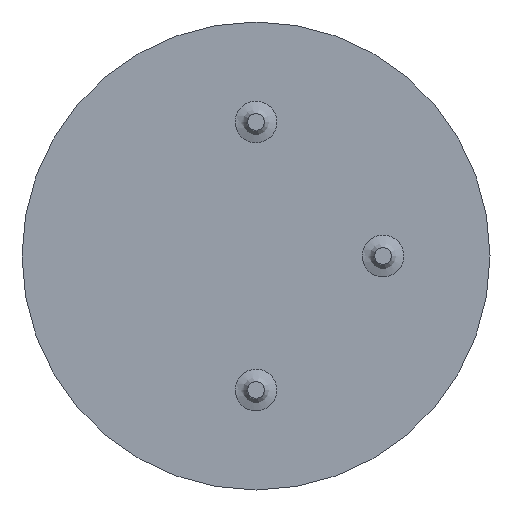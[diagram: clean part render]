
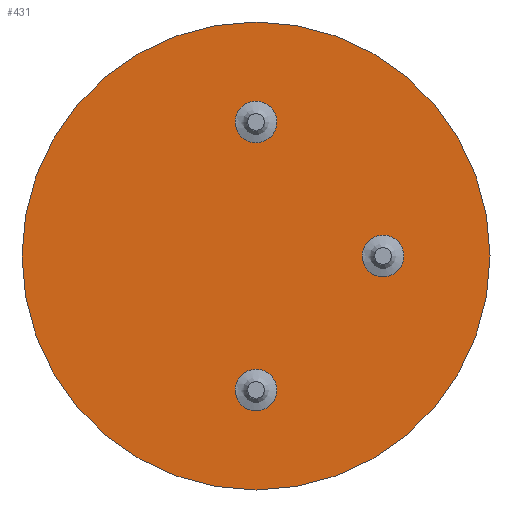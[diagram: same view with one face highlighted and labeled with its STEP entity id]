
A CAD part, front view. The second image highlights one B-rep face of the part: STEP entity #431.
In plain terms, the highlighted planar face has unit normal (0, -1, 0).
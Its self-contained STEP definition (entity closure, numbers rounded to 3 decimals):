
#17=B_SPLINE_CURVE_WITH_KNOTS('',3,(#755,#756,#757,#758,#759,#760,#761,
#762,#763,#764),.UNSPECIFIED.,.T.,.F.,(4,1,1,1,1,1,1,4),(0.,0.052,
0.104,0.156,0.208,0.26,
0.312,0.364),.UNSPECIFIED.);
#19=B_SPLINE_CURVE_WITH_KNOTS('',3,(#779,#780,#781,#782,#783,#784,#785,
#786,#787,#788),.UNSPECIFIED.,.T.,.F.,(4,1,1,1,1,1,1,4),(0.,0.052,
0.104,0.156,0.208,0.26,
0.312,0.364),.UNSPECIFIED.);
#20=B_SPLINE_CURVE_WITH_KNOTS('',3,(#790,#791,#792,#793,#794,#795,#796,
#797,#798,#799),.UNSPECIFIED.,.T.,.F.,(4,1,1,1,1,1,1,4),(0.,0.052,
0.104,0.156,0.208,0.26,
0.312,0.364),.UNSPECIFIED.);
#30=FACE_BOUND('',#115,.T.);
#31=FACE_BOUND('',#116,.T.);
#32=FACE_BOUND('',#117,.T.);
#44=CIRCLE('',#482,6.541);
#81=FACE_OUTER_BOUND('',#114,.T.);
#114=EDGE_LOOP('',(#312));
#115=EDGE_LOOP('',(#313));
#116=EDGE_LOOP('',(#314));
#117=EDGE_LOOP('',(#315));
#202=VERTEX_POINT('',#748);
#203=VERTEX_POINT('',#776);
#204=VERTEX_POINT('',#778);
#205=VERTEX_POINT('',#789);
#243=EDGE_CURVE('',#202,#202,#17,.T.);
#245=EDGE_CURVE('',#203,#203,#44,.T.);
#246=EDGE_CURVE('',#204,#204,#19,.T.);
#247=EDGE_CURVE('',#205,#205,#20,.T.);
#312=ORIENTED_EDGE('',*,*,#245,.F.);
#313=ORIENTED_EDGE('',*,*,#246,.F.);
#314=ORIENTED_EDGE('',*,*,#247,.F.);
#315=ORIENTED_EDGE('',*,*,#243,.F.);
#391=PLANE('',#481);
#431=ADVANCED_FACE('',(#81,#30,#31,#32),#391,.F.);
#481=AXIS2_PLACEMENT_3D('',#775,#563,#564);
#482=AXIS2_PLACEMENT_3D('',#777,#565,#566);
#563=DIRECTION('center_axis',(0.,1.,0.));
#564=DIRECTION('ref_axis',(1.,0.,0.));
#565=DIRECTION('center_axis',(0.,1.,0.));
#566=DIRECTION('ref_axis',(1.,0.,0.));
#748=CARTESIAN_POINT('',(-0.582,0.,-3.747));
#755=CARTESIAN_POINT('Ctrl Pts',(-0.582,0.,-3.747));
#756=CARTESIAN_POINT('Ctrl Pts',(-0.582,0.,-3.921));
#757=CARTESIAN_POINT('Ctrl Pts',(-0.415,0.,-4.266));
#758=CARTESIAN_POINT('Ctrl Pts',(0.148,0.,-4.397));
#759=CARTESIAN_POINT('Ctrl Pts',(0.602,0.,-4.036));
#760=CARTESIAN_POINT('Ctrl Pts',(0.599,0.,-3.458));
#761=CARTESIAN_POINT('Ctrl Pts',(0.149,0.,-3.096));
#762=CARTESIAN_POINT('Ctrl Pts',(-0.415,0.,-3.226));
#763=CARTESIAN_POINT('Ctrl Pts',(-0.582,0.,-3.572));
#764=CARTESIAN_POINT('Ctrl Pts',(-0.582,0.,-3.747));
#775=CARTESIAN_POINT('Origin',(0.,0.,0.));
#776=CARTESIAN_POINT('',(-6.541,0.,0.));
#777=CARTESIAN_POINT('Origin',(0.,0.,0.));
#778=CARTESIAN_POINT('',(2.968,0.,0.));
#779=CARTESIAN_POINT('Ctrl Pts',(2.968,0.,0.));
#780=CARTESIAN_POINT('Ctrl Pts',(2.968,0.,-0.174));
#781=CARTESIAN_POINT('Ctrl Pts',(3.135,0.,-0.52));
#782=CARTESIAN_POINT('Ctrl Pts',(3.698,0.,-0.65));
#783=CARTESIAN_POINT('Ctrl Pts',(4.152,0.,-0.29));
#784=CARTESIAN_POINT('Ctrl Pts',(4.149,0.,0.288));
#785=CARTESIAN_POINT('Ctrl Pts',(3.699,0.,0.651));
#786=CARTESIAN_POINT('Ctrl Pts',(3.135,0.,0.52));
#787=CARTESIAN_POINT('Ctrl Pts',(2.968,0.,0.174));
#788=CARTESIAN_POINT('Ctrl Pts',(2.968,0.,0.));
#789=CARTESIAN_POINT('',(-0.582,0.,3.747));
#790=CARTESIAN_POINT('Ctrl Pts',(-0.582,0.,3.747));
#791=CARTESIAN_POINT('Ctrl Pts',(-0.582,0.,3.572));
#792=CARTESIAN_POINT('Ctrl Pts',(-0.415,0.,3.226));
#793=CARTESIAN_POINT('Ctrl Pts',(0.149,0.,3.095));
#794=CARTESIAN_POINT('Ctrl Pts',(0.6,0.,3.458));
#795=CARTESIAN_POINT('Ctrl Pts',(0.602,0.,4.036));
#796=CARTESIAN_POINT('Ctrl Pts',(0.148,0.,4.395));
#797=CARTESIAN_POINT('Ctrl Pts',(-0.415,0.,4.268));
#798=CARTESIAN_POINT('Ctrl Pts',(-0.582,0.,3.921));
#799=CARTESIAN_POINT('Ctrl Pts',(-0.582,0.,3.747));
